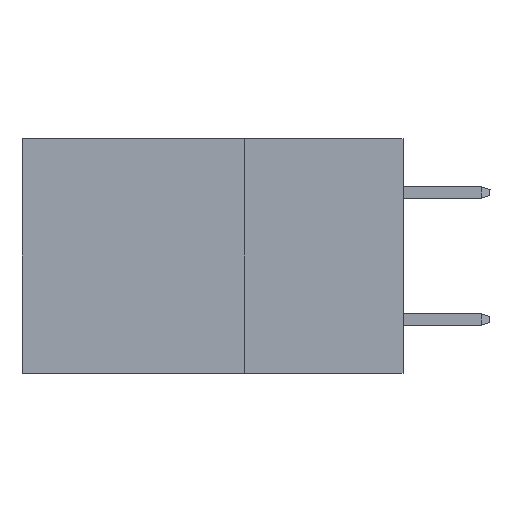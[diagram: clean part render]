
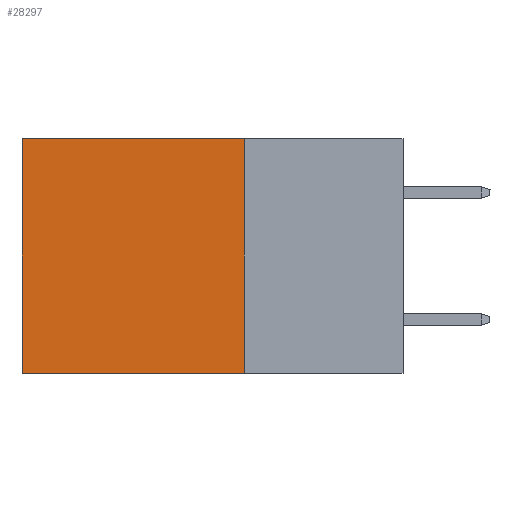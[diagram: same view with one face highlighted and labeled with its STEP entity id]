
A CAD part, left-side view. The second image highlights one B-rep face of the part: STEP entity #28297.
In plain terms, the highlighted planar face has unit normal (-1, 0, 0).
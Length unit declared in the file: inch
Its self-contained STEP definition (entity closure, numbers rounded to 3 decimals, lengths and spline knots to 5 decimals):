
#231 = VECTOR ( 'NONE', #19420, 39.37008 ) ;
#2416 = CARTESIAN_POINT ( 'NONE',  ( 0.2875, 0.25, 0. ) ) ;
#2660 = CARTESIAN_POINT ( 'NONE',  ( 0.2875, 0.25, -0.37 ) ) ;
#3470 = CARTESIAN_POINT ( 'NONE',  ( 0.2875, 0.6, 0. ) ) ;
#3797 = DIRECTION ( 'NONE',  ( 0., 0., -1. ) ) ;
#6505 = EDGE_CURVE ( 'NONE', #22148, #21827, #13183, .T. ) ;
#6767 = EDGE_LOOP ( 'NONE', ( #18277, #10815, #27125, #21314 ) ) ;
#7675 = LINE ( 'NONE', #10612, #29517 ) ;
#7733 = VERTEX_POINT ( 'NONE', #24768 ) ;
#7944 = FACE_OUTER_BOUND ( 'NONE', #6767, .T. ) ;
#9586 = DIRECTION ( 'NONE',  ( 0., 1., 0. ) ) ;
#10612 = CARTESIAN_POINT ( 'NONE',  ( 0.2875, 0.25, 0. ) ) ;
#10815 = ORIENTED_EDGE ( 'NONE', *, *, #11329, .F. ) ;
#11329 = EDGE_CURVE ( 'NONE', #7733, #21827, #23798, .T. ) ;
#12941 = EDGE_CURVE ( 'NONE', #16642, #7733, #14810, .T. ) ;
#13183 = LINE ( 'NONE', #3470, #16692 ) ;
#14810 = LINE ( 'NONE', #24076, #231 ) ;
#16054 = EDGE_CURVE ( 'NONE', #16642, #22148, #7675, .T. ) ;
#16216 = DIRECTION ( 'NONE',  ( 0., 0., -1. ) ) ;
#16642 = VERTEX_POINT ( 'NONE', #2416 ) ;
#16692 = VECTOR ( 'NONE', #16216, 39.37008 ) ;
#17351 = PLANE ( 'NONE',  #20512 ) ;
#18277 = ORIENTED_EDGE ( 'NONE', *, *, #6505, .T. ) ;
#19420 = DIRECTION ( 'NONE',  ( 0., 0., -1. ) ) ;
#20028 = DIRECTION ( 'NONE',  ( 0., 1., 0. ) ) ;
#20512 = AXIS2_PLACEMENT_3D ( 'NONE', #24478, #20618, #3797 ) ;
#20618 = DIRECTION ( 'NONE',  ( 1., 0., 0. ) ) ;
#21314 = ORIENTED_EDGE ( 'NONE', *, *, #16054, .T. ) ;
#21827 = VERTEX_POINT ( 'NONE', #23500 ) ;
#22148 = VERTEX_POINT ( 'NONE', #22385 ) ;
#22385 = CARTESIAN_POINT ( 'NONE',  ( 0.2875, 0.6, 0. ) ) ;
#23500 = CARTESIAN_POINT ( 'NONE',  ( 0.2875, 0.6, -0.37 ) ) ;
#23798 = LINE ( 'NONE', #2660, #26738 ) ;
#24076 = CARTESIAN_POINT ( 'NONE',  ( 0.2875, 0.25, 0. ) ) ;
#24478 = CARTESIAN_POINT ( 'NONE',  ( 0.2875, 0.25, 0. ) ) ;
#24768 = CARTESIAN_POINT ( 'NONE',  ( 0.2875, 0.25, -0.37 ) ) ;
#26738 = VECTOR ( 'NONE', #9586, 39.37008 ) ;
#27125 = ORIENTED_EDGE ( 'NONE', *, *, #12941, .F. ) ;
#28297 = ADVANCED_FACE ( 'NONE', ( #7944 ), #17351, .F. ) ;
#29517 = VECTOR ( 'NONE', #20028, 39.37008 ) ;
